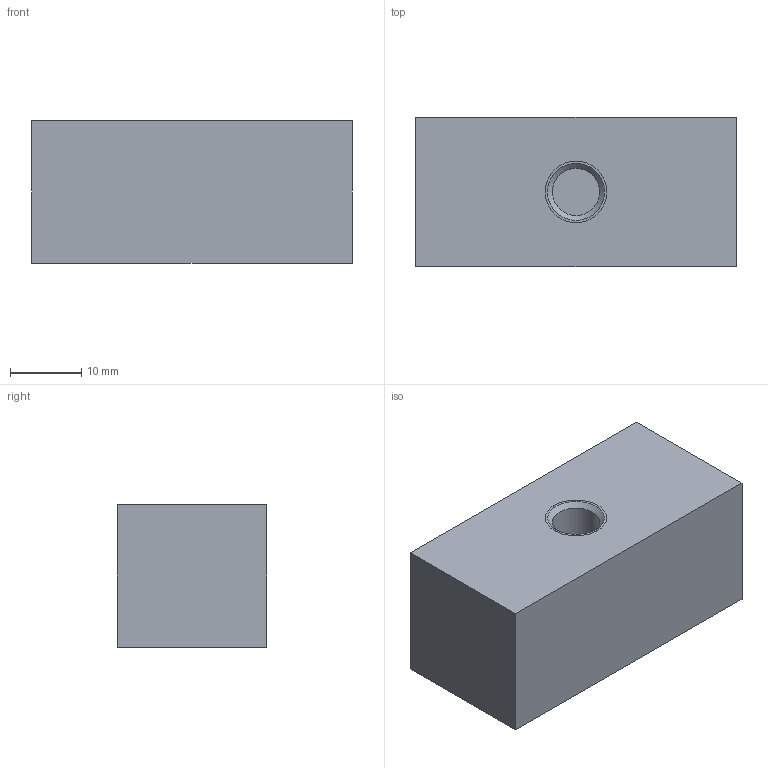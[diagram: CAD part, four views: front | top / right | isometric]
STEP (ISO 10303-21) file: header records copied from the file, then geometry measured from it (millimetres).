
FILE_DESCRIPTION(/* description */ ('WKZ-0451'),/* implementation_level */ '2;1');
FILE_NAME(/* name */ 'E_3_01_12_19_00_WKZ-0451.stp',/* time_stamp */ '2024-01-22T15:19:29+01:00',/* author */ ('DFischer'),/* organization */ (''),/* preprocessor_version */ 'ST-DEVELOPER v18.1',/* originating_system */ 'Autodesk Inventor 2021',/* authorisation */ '');
FILE_SCHEMA (('AUTOMOTIVE_DESIGN { 1 0 10303 214 3 1 1 }'));
Length unit declared in the file: millimetre
Products named in the file (3): E_3_01_12_19_00_WKZ-0451; E_3_01_12_19_00_WKZ-0451_T1; E_3_01_12_19_00_WKZ-0451_KVT 136M8
Assembly tree (4 placements, depth 2):
  E_3_01_12_19_00_WKZ-0451
    E_3_01_12_19_00_WKZ-0451_T1
    E_3_01_12_19_00_WKZ-0451_KVT 136M8  x3
Bounding box: 45 x 21 x 20 mm (x, y, z)
Volume: 18694.4 mm3; surface area: 8012.2 mm2
Topology: 4 solids, 4 shells, 87 faces, 246 edges, 170 vertices
Faces by surface type: plane 60, cylinder 15, cone 12
Full cylindrical faces by diameter (mm): 6.647 x3, 8.66 x3
Entity records: 1314 total; most frequent: CARTESIAN_POINT 238, DIRECTION 214, ORIENTED_EDGE 200, EDGE_CURVE 100, AXIS2_PLACEMENT_3D 82, VERTEX_POINT 70, LINE 50, VECTOR 50
